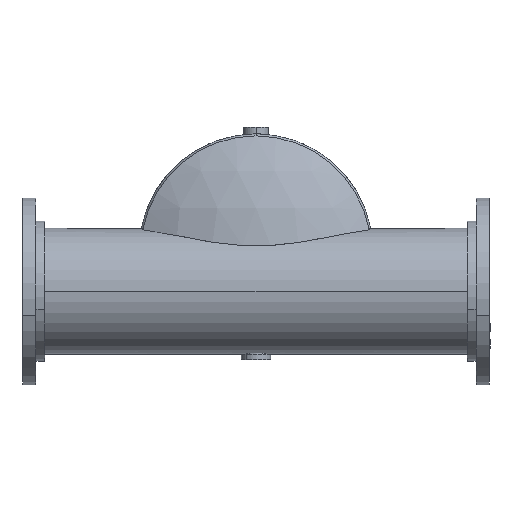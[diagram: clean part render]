
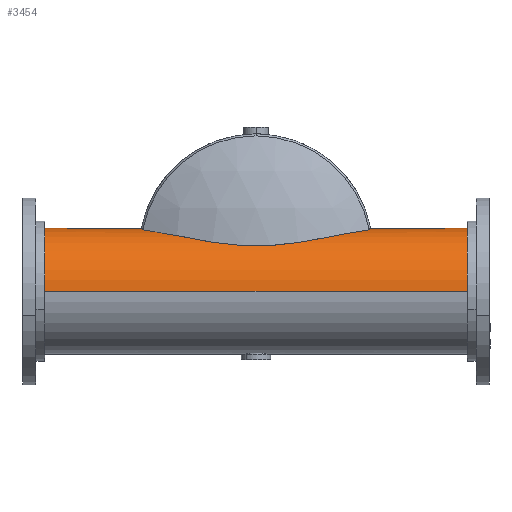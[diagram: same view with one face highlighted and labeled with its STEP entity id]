
A CAD part, top view. The second image highlights one B-rep face of the part: STEP entity #3454.
In plain terms, the highlighted cylindrical face has radius 136.525 mm (diameter 273.05 mm), a partial arc.
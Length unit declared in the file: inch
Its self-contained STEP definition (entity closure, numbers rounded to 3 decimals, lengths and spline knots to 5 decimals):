
#98 = LINE ( 'NONE', #525, #4211 ) ;
#222 = CARTESIAN_POINT ( 'NONE',  ( -19.5, 0., 5.375 ) ) ;
#249 = DIRECTION ( 'NONE',  ( 1., 0., 0. ) ) ;
#295 = ORIENTED_EDGE ( 'NONE', *, *, #3295, .T. ) ;
#307 = CARTESIAN_POINT ( 'NONE',  ( -19.5, 0., 0. ) ) ;
#494 = EDGE_CURVE ( 'NONE', #1566, #1355, #1137, .T. ) ;
#525 = CARTESIAN_POINT ( 'NONE',  ( -19.5, 0., 5.375 ) ) ;
#617 = VERTEX_POINT ( 'NONE', #222 ) ;
#704 = FACE_BOUND ( 'NONE', #4294, .T. ) ;
#758 = DIRECTION ( 'NONE',  ( 0., 0., -1. ) ) ;
#765 = EDGE_CURVE ( 'NONE', #3659, #1373, #2533, .T. ) ;
#785 = AXIS2_PLACEMENT_3D ( 'NONE', #788, #3902, #1906 ) ;
#788 = CARTESIAN_POINT ( 'NONE',  ( -19.5, 0., 0. ) ) ;
#828 = VECTOR ( 'NONE', #4153, 39.37008 ) ;
#917 = VERTEX_POINT ( 'NONE', #3557 ) ;
#971 = DIRECTION ( 'NONE',  ( 1., 0., 0. ) ) ;
#1088 = DIRECTION ( 'NONE',  ( 1., 0., 0. ) ) ;
#1137 = LINE ( 'NONE', #1218, #2813 ) ;
#1218 = CARTESIAN_POINT ( 'NONE',  ( -19.5, 4.98905, 2. ) ) ;
#1355 = VERTEX_POINT ( 'NONE', #5078 ) ;
#1373 = VERTEX_POINT ( 'NONE', #2285 ) ;
#1566 = VERTEX_POINT ( 'NONE', #2643 ) ;
#1583 = EDGE_CURVE ( 'NONE', #1373, #2473, #4631, .T. ) ;
#1644 = VERTEX_POINT ( 'NONE', #3279 ) ;
#1884 = CIRCLE ( 'NONE', #4690, 5.375 ) ;
#1906 = DIRECTION ( 'NONE',  ( 0., 0., -1. ) ) ;
#1972 = DIRECTION ( 'NONE',  ( 0., 0., 1. ) ) ;
#2285 = CARTESIAN_POINT ( 'NONE',  ( 19.5, 0., -5.375 ) ) ;
#2359 = FACE_OUTER_BOUND ( 'NONE', #3687, .T. ) ;
#2367 = CARTESIAN_POINT ( 'NONE',  ( 6., 0., 0. ) ) ;
#2376 = ORIENTED_EDGE ( 'NONE', *, *, #765, .F. ) ;
#2473 = VERTEX_POINT ( 'NONE', #3183 ) ;
#2533 = LINE ( 'NONE', #3755, #828 ) ;
#2552 = AXIS2_PLACEMENT_3D ( 'NONE', #3693, #2756, #758 ) ;
#2630 = AXIS2_PLACEMENT_3D ( 'NONE', #307, #249, #5150 ) ;
#2643 = CARTESIAN_POINT ( 'NONE',  ( 6., 4.98905, 2. ) ) ;
#2677 = AXIS2_PLACEMENT_3D ( 'NONE', #4365, #1088, #4775 ) ;
#2736 = EDGE_CURVE ( 'NONE', #917, #1566, #1884, .T. ) ;
#2756 = DIRECTION ( 'NONE',  ( -1., 0., 0. ) ) ;
#2813 = VECTOR ( 'NONE', #3938, 39.37008 ) ;
#2838 = ORIENTED_EDGE ( 'NONE', *, *, #4962, .T. ) ;
#3114 = ORIENTED_EDGE ( 'NONE', *, *, #3403, .T. ) ;
#3183 = CARTESIAN_POINT ( 'NONE',  ( 19.5, 0., 5.375 ) ) ;
#3223 = ORIENTED_EDGE ( 'NONE', *, *, #1583, .F. ) ;
#3279 = CARTESIAN_POINT ( 'NONE',  ( -6., 4.98905, -2. ) ) ;
#3295 = EDGE_CURVE ( 'NONE', #3659, #617, #4758, .T. ) ;
#3383 = ORIENTED_EDGE ( 'NONE', *, *, #4345, .T. ) ;
#3403 = EDGE_CURVE ( 'NONE', #1644, #917, #3559, .T. ) ;
#3454 = ADVANCED_FACE ( 'NONE', ( #704, #2359 ), #5180, .T. ) ;
#3557 = CARTESIAN_POINT ( 'NONE',  ( 6., 4.98905, -2. ) ) ;
#3559 = LINE ( 'NONE', #5209, #4664 ) ;
#3659 = VERTEX_POINT ( 'NONE', #4896 ) ;
#3687 = EDGE_LOOP ( 'NONE', ( #295, #3383, #3223, #2376 ) ) ;
#3693 = CARTESIAN_POINT ( 'NONE',  ( -6., 0., 0. ) ) ;
#3755 = CARTESIAN_POINT ( 'NONE',  ( -19.5, 0., -5.375 ) ) ;
#3761 = ORIENTED_EDGE ( 'NONE', *, *, #494, .T. ) ;
#3902 = DIRECTION ( 'NONE',  ( 1., 0., 0. ) ) ;
#3938 = DIRECTION ( 'NONE',  ( -1., 0., 0. ) ) ;
#3993 = DIRECTION ( 'NONE',  ( 1., 0., 0. ) ) ;
#4009 = ORIENTED_EDGE ( 'NONE', *, *, #2736, .T. ) ;
#4153 = DIRECTION ( 'NONE',  ( 1., 0., 0. ) ) ;
#4211 = VECTOR ( 'NONE', #971, 39.37008 ) ;
#4294 = EDGE_LOOP ( 'NONE', ( #3114, #4009, #3761, #2838 ) ) ;
#4345 = EDGE_CURVE ( 'NONE', #617, #2473, #98, .T. ) ;
#4365 = CARTESIAN_POINT ( 'NONE',  ( 19.5, 0., 0. ) ) ;
#4417 = CIRCLE ( 'NONE', #2552, 5.375 ) ;
#4631 = CIRCLE ( 'NONE', #2677, 5.375 ) ;
#4664 = VECTOR ( 'NONE', #5122, 39.37008 ) ;
#4690 = AXIS2_PLACEMENT_3D ( 'NONE', #2367, #3993, #1972 ) ;
#4758 = CIRCLE ( 'NONE', #785, 5.375 ) ;
#4775 = DIRECTION ( 'NONE',  ( 0., 0., -1. ) ) ;
#4896 = CARTESIAN_POINT ( 'NONE',  ( -19.5, 0., -5.375 ) ) ;
#4962 = EDGE_CURVE ( 'NONE', #1355, #1644, #4417, .T. ) ;
#5078 = CARTESIAN_POINT ( 'NONE',  ( -6., 4.98905, 2. ) ) ;
#5122 = DIRECTION ( 'NONE',  ( 1., 0., 0. ) ) ;
#5150 = DIRECTION ( 'NONE',  ( 0., 0., -1. ) ) ;
#5180 = CYLINDRICAL_SURFACE ( 'NONE', #2630, 5.375 ) ;
#5209 = CARTESIAN_POINT ( 'NONE',  ( -19.5, 4.98905, -2. ) ) ;
